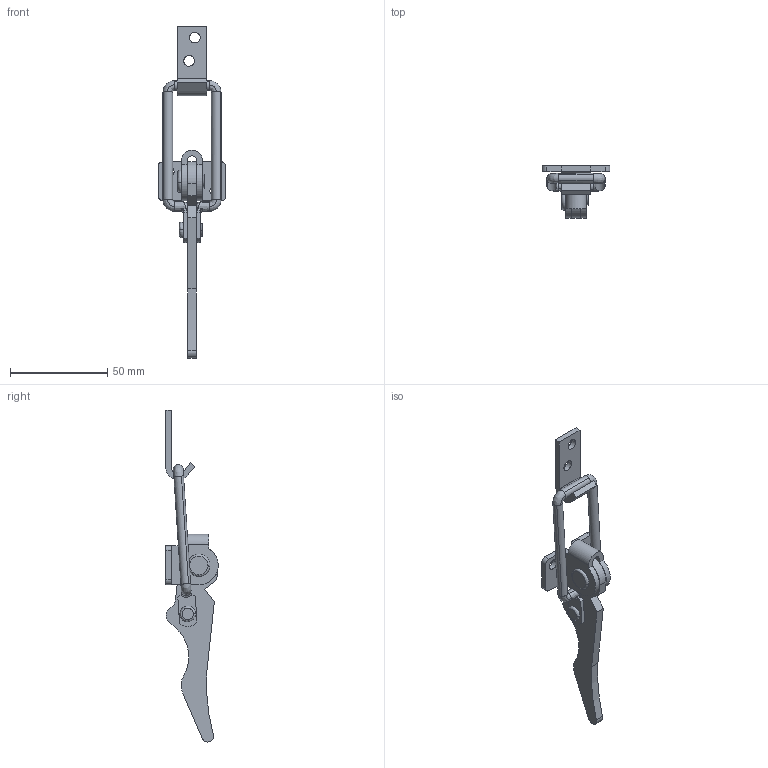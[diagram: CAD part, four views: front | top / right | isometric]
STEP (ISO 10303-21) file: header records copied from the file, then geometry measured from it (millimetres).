
FILE_DESCRIPTION((''),'2;1');
FILE_NAME('','2005-07-15T14:06:56',(''),(''),'','CADfix','');
FILE_SCHEMA(('AUTOMOTIVE_DESIGN'));
Length unit declared in the file: millimetre
Products named in the file (7): rivet_2; rivet_1; lever; keeper; base; arm; TL_129_13021_36
Assembly tree (6 placements, depth 2):
  TL_129_13021_36
    rivet_2
    rivet_1
    lever
    keeper
    base
    arm
Bounding box: 35 x 27 x 171 mm (x, y, z)
Volume: 17259.9 mm3; surface area: 13798.9 mm2
Topology: 6 solids, 6 shells, 132 faces, 426 edges, 307 vertices
Faces by surface type: bspline 132
Entity records: 6427 total; most frequent: CARTESIAN_POINT 3978, ORIENTED_EDGE 852, EDGE_CURVE 426, VERTEX_POINT 307, QUASI_UNIFORM_CURVE 159, EDGE_LOOP 153, FACE_OUTER_BOUND 132, ADVANCED_FACE 132
